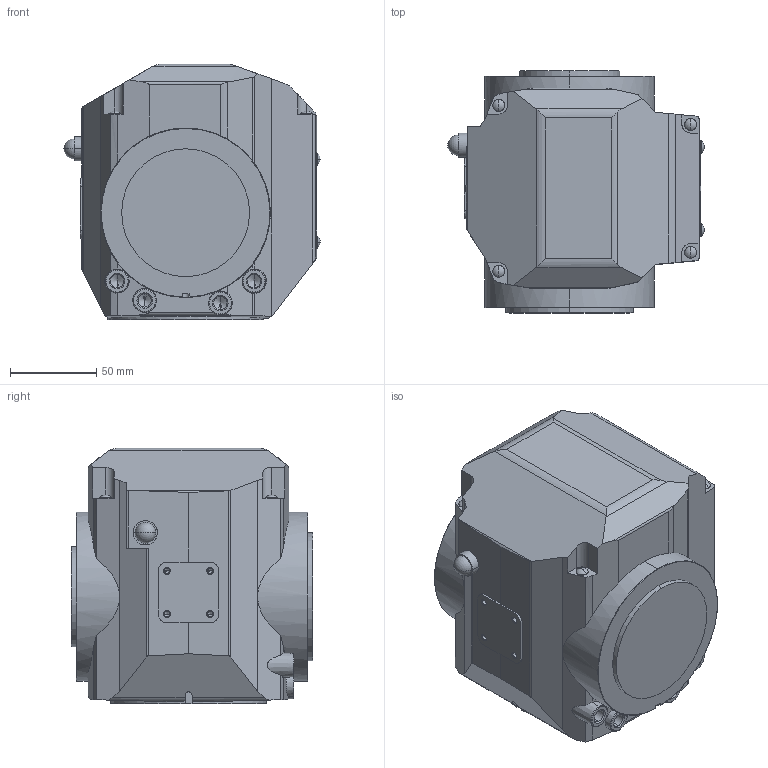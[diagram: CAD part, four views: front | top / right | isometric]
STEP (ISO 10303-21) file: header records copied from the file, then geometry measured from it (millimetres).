
FILE_DESCRIPTION((''),'2;1');
FILE_NAME('_J3_C4','2019-08-25T11:05:36',('arco0'),(''),'CREO PARAMETRIC BY PTC INC, 2018420','CREO PARAMETRIC BY PTC INC, 2018420','');
FILE_SCHEMA(('AUTOMOTIVE_DESIGN { 1 0 10303 214 1 1 1 1 }'));
Length unit declared in the file: millimetre
Products named in the file (1): _J3_C4
Bounding box: 148.4 x 140 x 148 mm (x, y, z)
Volume: 2065522.2 mm3; surface area: 98265.6 mm2
Topology: 1 solids, 1 shells, 264 faces, 708 edges, 430 vertices
Faces by surface type: cylinder 99, plane 86, cone 40, torus 21, sphere 18
Entity records: 10747 total; most frequent: CARTESIAN_POINT 2561, ORIENTED_EDGE 1348, DIRECTION 1263, EDGE_CURVE 674, AXIS2_PLACEMENT_3D 470, VERTEX_POINT 430, VECTOR 323, LINE 323
